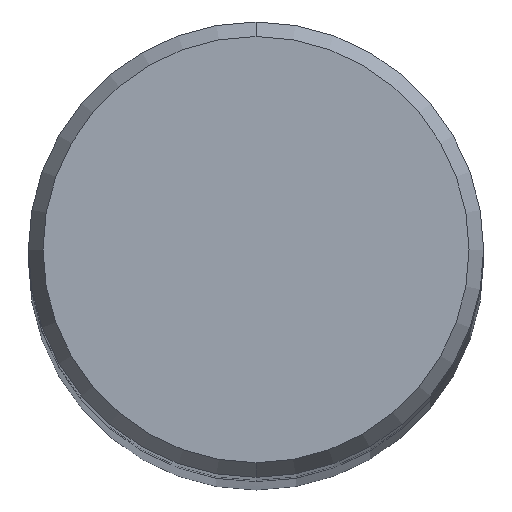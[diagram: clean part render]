
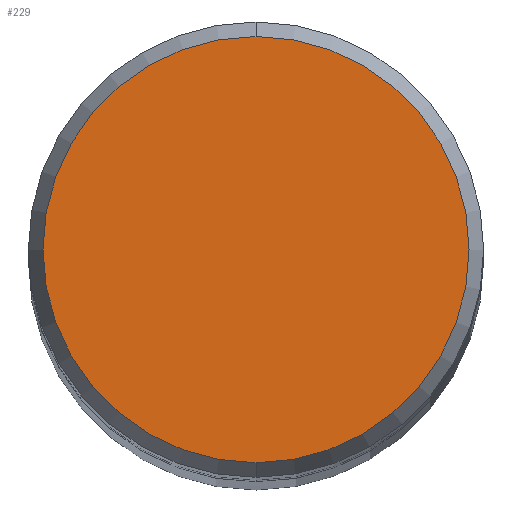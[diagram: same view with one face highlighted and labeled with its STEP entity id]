
A CAD part, top view. The second image highlights one B-rep face of the part: STEP entity #229.
In plain terms, the highlighted planar face has unit normal (0, 0, 1).
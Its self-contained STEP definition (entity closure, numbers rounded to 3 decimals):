
#147=VERTEX_POINT('',#305);
#153=EDGE_CURVE('',#147,#189,#311,.T.);
#189=VERTEX_POINT('',#350);
#221=EDGE_CURVE('',#189,#147,#388,.T.);
#229=ADVANCED_FACE('',(#396),#397,.T.);
#305=CARTESIAN_POINT('',(0.,-6.692,0.0));
#311=CIRCLE('',#487,6.692);
#350=CARTESIAN_POINT('',(0.0,6.692,0.0));
#388=CIRCLE('',#587,6.692);
#396=FACE_OUTER_BOUND('',#598,.T.);
#397=PLANE('',#599);
#487=AXIS2_PLACEMENT_3D('',#682,#683,#684);
#587=AXIS2_PLACEMENT_3D('',#780,#781,#782);
#598=EDGE_LOOP('',(#788,#789));
#599=AXIS2_PLACEMENT_3D('',#790,#791,#792);
#682=CARTESIAN_POINT('',(0.0,0.0,0.0));
#683=DIRECTION('',(0.0,0.0,-1.0));
#684=DIRECTION('',(0.0,1.0,0.0));
#780=CARTESIAN_POINT('',(0.0,0.0,0.0));
#781=DIRECTION('',(0.0,0.0,-1.0));
#782=DIRECTION('',(0.0,1.0,0.0));
#788=ORIENTED_EDGE('',*,*,#221,.F.);
#789=ORIENTED_EDGE('',*,*,#153,.F.);
#790=CARTESIAN_POINT('',(0.0,3.346,0.0));
#791=DIRECTION('',(-0.0,0.0,1.0));
#792=DIRECTION('',(0.0,-1.0,0.0));
